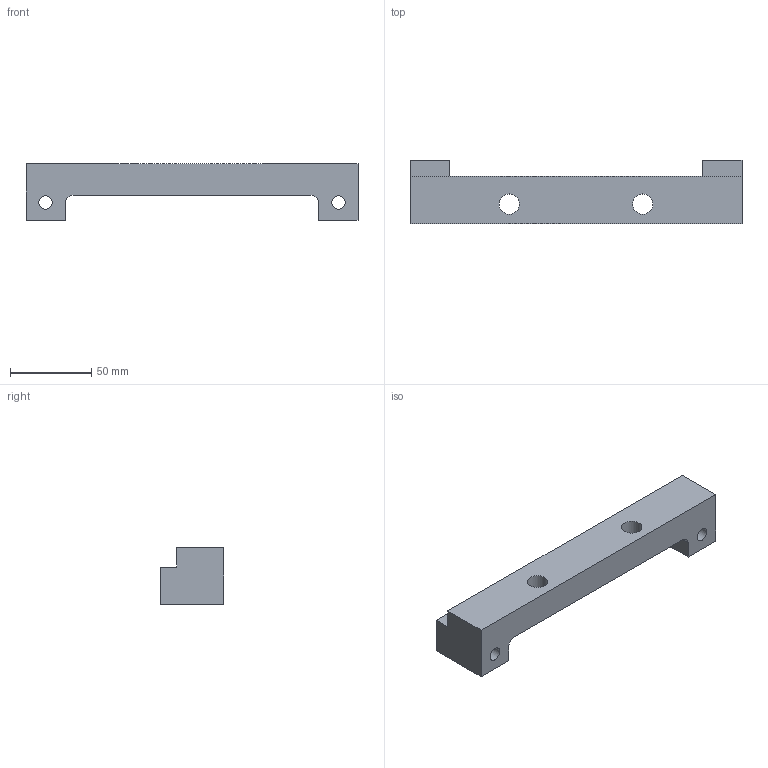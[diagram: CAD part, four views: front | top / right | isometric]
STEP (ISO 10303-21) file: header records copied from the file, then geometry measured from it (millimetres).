
FILE_DESCRIPTION(/* description */ ('Unknown'),/* implementation_level */ '2;1');
FILE_NAME(/* name */ 'Cale etrier Usinage 6849',/* time_stamp */ '2021-04-23T12:13:32+02:00',/* author */ ('Unknown'),/* organization */ ('Unknown'),/* preprocessor_version */ 'ST-DEVELOPER v16.7',/* originating_system */ 'Solid Edge',/* authorisation */ 'Unknown');
FILE_SCHEMA (('CONFIG_CONTROL_DESIGN'));
Length unit declared in the file: millimetre
Products named in the file (1): Cale etrier Alcon CAR6849H22
Bounding box: 204 x 39 x 35 mm (x, y, z)
Volume: 139205.2 mm3; surface area: 28854.7 mm2
Topology: 1 solids, 1 shells, 20 faces, 56 edges, 38 vertices
Faces by surface type: plane 14, cylinder 6
Full cylindrical faces by diameter (mm): 8.376 x2, 12.5 x2
Entity records: 790 total; most frequent: CARTESIAN_POINT 107, DIRECTION 104, ORIENTED_EDGE 100, EDGE_CURVE 50, LINE 38, VECTOR 38, VERTEX_POINT 36, AXIS2_PLACEMENT_3D 33
